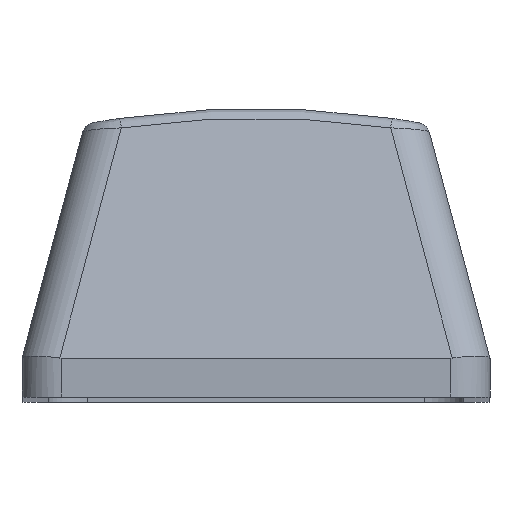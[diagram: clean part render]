
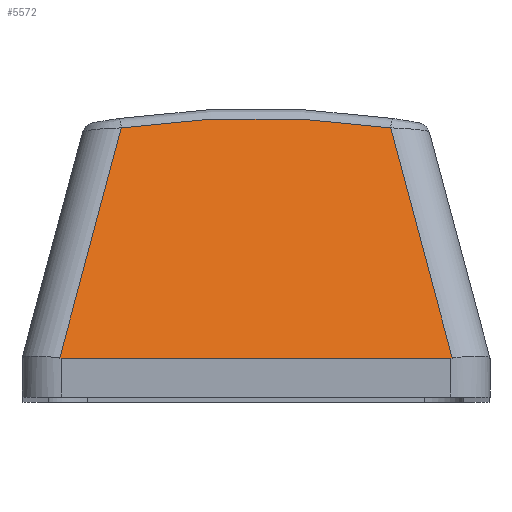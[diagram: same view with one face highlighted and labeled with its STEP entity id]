
A CAD part, top view. The second image highlights one B-rep face of the part: STEP entity #5572.
In plain terms, the highlighted planar face has unit normal (0, 0.259, 0.966).
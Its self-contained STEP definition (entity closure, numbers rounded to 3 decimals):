
#81 = CARTESIAN_POINT ( 'NONE',  ( 1.738, 9.365, 56.491 ) ) ;
#319 = VERTEX_POINT ( 'NONE', #3185 ) ;
#350 = LINE ( 'NONE', #7366, #9728 ) ;
#386 = ORIENTED_EDGE ( 'NONE', *, *, #1645, .T. ) ;
#427 = CARTESIAN_POINT ( 'NONE',  ( 7.5, 0., 59. ) ) ;
#500 = DIRECTION ( 'NONE',  ( -0.251, 0.935, -0.251 ) ) ;
#717 = FACE_OUTER_BOUND ( 'NONE', #966, .T. ) ;
#966 = EDGE_LOOP ( 'NONE', ( #8891, #386, #1046, #4963, #8551, #2089 ) ) ;
#1006 = AXIS2_PLACEMENT_3D ( 'NONE', #8387, #3841, #1376 ) ;
#1046 = ORIENTED_EDGE ( 'NONE', *, *, #4611, .T. ) ;
#1081 = CARTESIAN_POINT ( 'NONE',  ( -7.5, 0., 59. ) ) ;
#1376 = DIRECTION ( 'NONE',  ( 0., -0.966, 0.259 ) ) ;
#1401 =( BOUNDED_CURVE ( )  B_SPLINE_CURVE ( 3, ( #1943, #2536, #2645, #4974 ),
 .UNSPECIFIED., .F., .F. ) 
 B_SPLINE_CURVE_WITH_KNOTS ( ( 4, 4 ),
 ( 3.142, 3.175 ),
 .UNSPECIFIED. ) 
 CURVE ( )  GEOMETRIC_REPRESENTATION_ITEM ( )  RATIONAL_B_SPLINE_CURVE ( ( 1., 1., 1., 1. ) ) 
 REPRESENTATION_ITEM ( '' )  );
#1595 = CARTESIAN_POINT ( 'NONE',  ( 5.178, 8.858, 56.627 ) ) ;
#1640 = CARTESIAN_POINT ( 'NONE',  ( 5.178, 8.858, 56.627 ) ) ;
#1645 = EDGE_CURVE ( 'NONE', #3313, #3760, #6954, .T. ) ;
#1943 = CARTESIAN_POINT ( 'NONE',  ( 7.5, 0., 59. ) ) ;
#1956 = DIRECTION ( 'NONE',  ( -0.251, -0.935, 0.251 ) ) ;
#2089 = ORIENTED_EDGE ( 'NONE', *, *, #8727, .T. ) ;
#2197 = CARTESIAN_POINT ( 'NONE',  ( 7.55, 0.003, 58.999 ) ) ;
#2211 = CARTESIAN_POINT ( 'NONE',  ( -7.55, 0.003, 58.999 ) ) ;
#2418 =( BOUNDED_CURVE ( )  B_SPLINE_CURVE ( 3, ( #2733, #9443, #7941, #1081 ),
 .UNSPECIFIED., .F., .F. ) 
 B_SPLINE_CURVE_WITH_KNOTS ( ( 4, 4 ),
 ( 3.108, 3.142 ),
 .UNSPECIFIED. ) 
 CURVE ( )  GEOMETRIC_REPRESENTATION_ITEM ( )  RATIONAL_B_SPLINE_CURVE ( ( 1., 1., 1., 1. ) ) 
 REPRESENTATION_ITEM ( '' )  );
#2482 = VECTOR ( 'NONE', #8014, 1000. ) ;
#2536 = CARTESIAN_POINT ( 'NONE',  ( 7.517, 0., 59. ) ) ;
#2645 = CARTESIAN_POINT ( 'NONE',  ( 7.534, 0.001, 59. ) ) ;
#2733 = CARTESIAN_POINT ( 'NONE',  ( -7.55, 0.003, 58.999 ) ) ;
#2855 = CARTESIAN_POINT ( 'NONE',  ( 6.512, 3.878, 57.961 ) ) ;
#2917 = VECTOR ( 'NONE', #500, 1000. ) ;
#3038 = PLANE ( 'NONE',  #1006 ) ;
#3050 = EDGE_CURVE ( 'NONE', #319, #8319, #8667, .T. ) ;
#3180 = EDGE_CURVE ( 'NONE', #3190, #3313, #8163, .T. ) ;
#3185 = CARTESIAN_POINT ( 'NONE',  ( -7.5, 0., 59. ) ) ;
#3190 = VERTEX_POINT ( 'NONE', #2197 ) ;
#3313 = VERTEX_POINT ( 'NONE', #1595 ) ;
#3760 = VERTEX_POINT ( 'NONE', #4541 ) ;
#3841 = DIRECTION ( 'NONE',  ( 0., 0.259, 0.966 ) ) ;
#3967 = CARTESIAN_POINT ( 'NONE',  ( -5.178, 8.858, 56.627 ) ) ;
#4541 = CARTESIAN_POINT ( 'NONE',  ( -5.178, 8.858, 56.627 ) ) ;
#4611 = EDGE_CURVE ( 'NONE', #3760, #5755, #350, .T. ) ;
#4963 = ORIENTED_EDGE ( 'NONE', *, *, #8996, .T. ) ;
#4974 = CARTESIAN_POINT ( 'NONE',  ( 7.55, 0.003, 58.999 ) ) ;
#5572 = ADVANCED_FACE ( 'NONE', ( #717 ), #3038, .T. ) ;
#5755 = VERTEX_POINT ( 'NONE', #2211 ) ;
#6192 = CARTESIAN_POINT ( 'NONE',  ( -1.738, 9.365, 56.491 ) ) ;
#6954 =( BOUNDED_CURVE ( )  B_SPLINE_CURVE ( 3, ( #1640, #81, #6192, #3967 ),
 .UNSPECIFIED., .F., .F. ) 
 B_SPLINE_CURVE_WITH_KNOTS ( ( 4, 4 ),
 ( 2.995, 3.288 ),
 .UNSPECIFIED. ) 
 CURVE ( )  GEOMETRIC_REPRESENTATION_ITEM ( )  RATIONAL_B_SPLINE_CURVE ( ( 1., 0.993, 0.993, 1. ) ) 
 REPRESENTATION_ITEM ( '' )  );
#7118 = CARTESIAN_POINT ( 'NONE',  ( -9., 0., 59. ) ) ;
#7366 = CARTESIAN_POINT ( 'NONE',  ( -7.642, -0.339, 59.091 ) ) ;
#7941 = CARTESIAN_POINT ( 'NONE',  ( -7.517, 0., 59. ) ) ;
#8014 = DIRECTION ( 'NONE',  ( 1., 0., 0. ) ) ;
#8163 = LINE ( 'NONE', #2855, #2917 ) ;
#8319 = VERTEX_POINT ( 'NONE', #427 ) ;
#8387 = CARTESIAN_POINT ( 'NONE',  ( -9., 0., 59. ) ) ;
#8551 = ORIENTED_EDGE ( 'NONE', *, *, #3050, .T. ) ;
#8667 = LINE ( 'NONE', #7118, #2482 ) ;
#8727 = EDGE_CURVE ( 'NONE', #8319, #3190, #1401, .T. ) ;
#8891 = ORIENTED_EDGE ( 'NONE', *, *, #3180, .T. ) ;
#8996 = EDGE_CURVE ( 'NONE', #5755, #319, #2418, .T. ) ;
#9443 = CARTESIAN_POINT ( 'NONE',  ( -7.534, 0.001, 59. ) ) ;
#9728 = VECTOR ( 'NONE', #1956, 1000. ) ;
